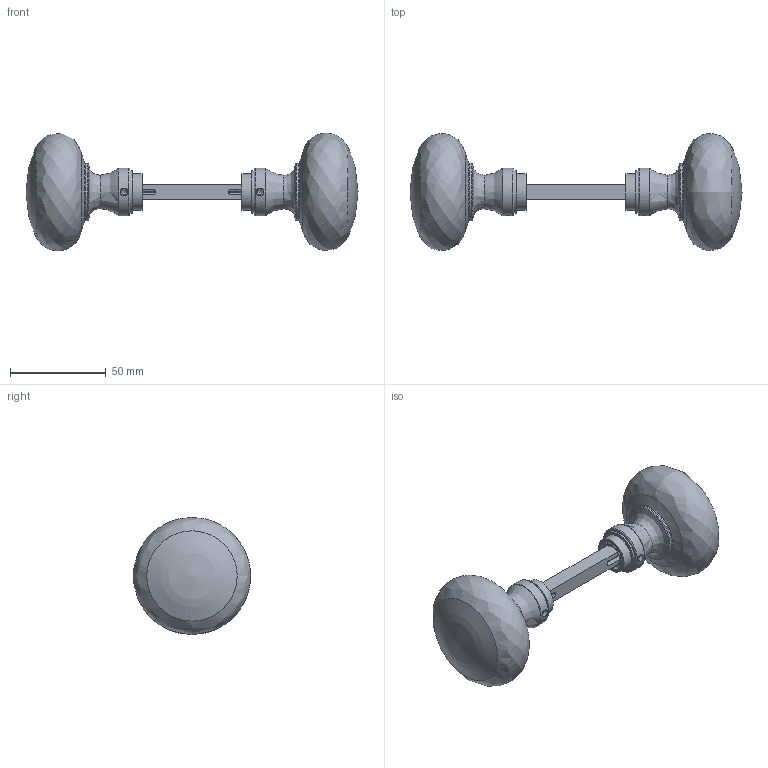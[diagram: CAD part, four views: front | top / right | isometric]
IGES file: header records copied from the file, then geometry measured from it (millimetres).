
Global section: file name: P8052-C; native system: Autodesk Inventor 2018; preprocessor: unknown; author: camerond; date: 20190708.085251; units: millimetre
Bounding box: 173.7 x 61.31 x 61.49 mm (x, y, z)
Volume: 157032 mm3; surface area: 29688.4 mm2
Topology: 7 solids, 7 shells, 136 faces, 394 edges, 272 vertices
Faces by surface type: bspline 136
